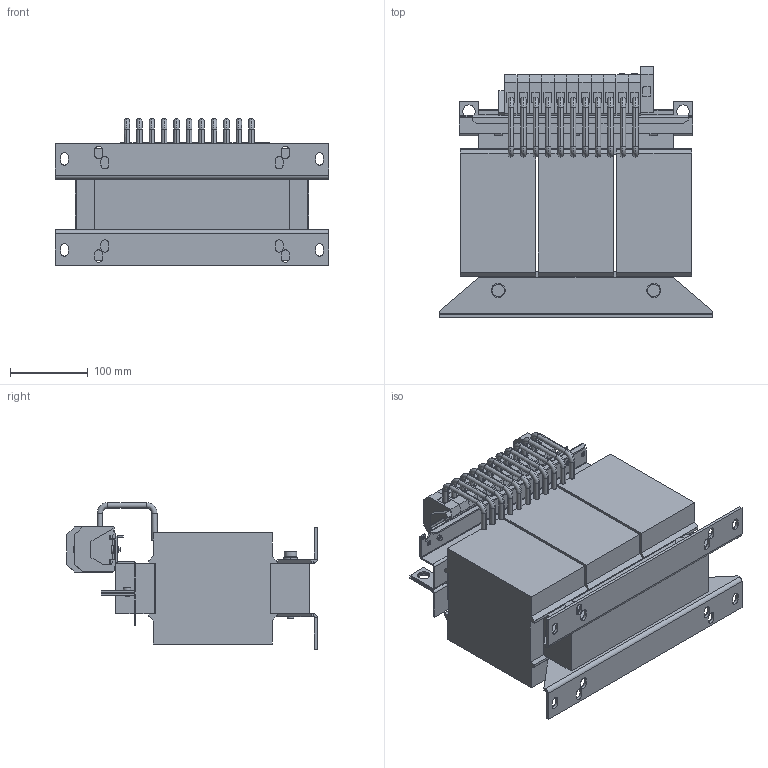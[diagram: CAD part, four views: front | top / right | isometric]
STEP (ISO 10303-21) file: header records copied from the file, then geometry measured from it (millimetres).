
FILE_DESCRIPTION (( 'STEP AP214' ), '1' );
FILE_NAME ('204901.STEP', '2023-08-22T12:28:24', ( '' ), ( '' ), 'SwSTEP 2.0', 'SolidWorks 2018', '' );
FILE_SCHEMA (( 'AUTOMOTIVE_DESIGN' ));
Length unit declared in the file: millimetre
Products named in the file (1): 204901
Bounding box: 352 x 322.3 x 188.8 mm (x, y, z)
Volume: 8879400.1 mm3; surface area: 617175 mm2
Topology: 1 solids, 1 shells, 1067 faces, 2605 edges, 1618 vertices
Faces by surface type: plane 710, cylinder 305, torus 52
Entity records: 31089 total; most frequent: DIRECTION 5397, CARTESIAN_POINT 5371, ORIENTED_EDGE 5210, EDGE_CURVE 2605, VECTOR 1917, LINE 1917, AXIS2_PLACEMENT_3D 1740, VERTEX_POINT 1618
